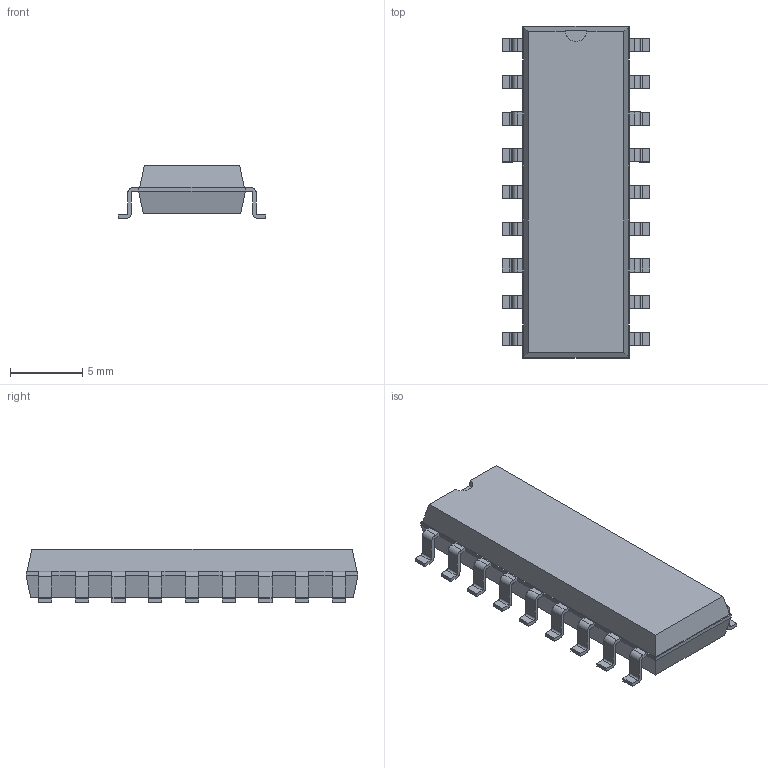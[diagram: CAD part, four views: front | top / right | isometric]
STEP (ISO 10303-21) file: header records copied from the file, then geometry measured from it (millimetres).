
FILE_DESCRIPTION(/* description */ ('model of DIP-18_W8.89mm_SMDSocket'),/* implementation_level */ '2;1');
FILE_NAME(/* name */ 'DIP-18_W8.89mm_SMDSocket.step',/* time_stamp */ '2018-11-04T10:37:01',/* author */ ('kicad StepUp','ksu'),/* organization */ ('FreeCAD'),/* preprocessor_version */ 'OCC',/* originating_system */ 'kicad StepUp',/* authorisation */ '');
FILE_SCHEMA(('AUTOMOTIVE_DESIGN { 1 0 10303 214 1 1 1 1 }'));
Length unit declared in the file: millimetre
Products named in the file (1): DIP_18_W889mm_SMDSocket
Bounding box: 10.22 x 22.98 x 3.68 mm (x, y, z)
Volume: 536.8 mm3; surface area: 632.6 mm2
Topology: 1 solids, 1 shells, 308 faces, 800 edges, 494 vertices
Faces by surface type: plane 187, cylinder 73, bspline 48
Entity records: 6078 total; most frequent: ORIENTED_EDGE 1328, CARTESIAN_POINT 907, EDGE_CURVE 800, VERTEX_POINT 494, LINE 488, AXIS2_PLACEMENT_3D 313, ADVANCED_FACE 308, FACE_BOUND 308
